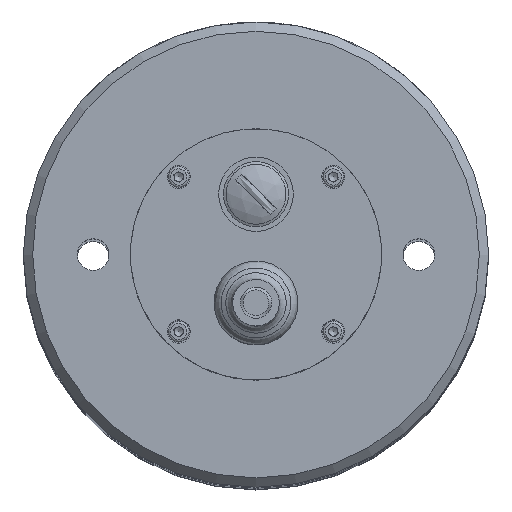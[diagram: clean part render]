
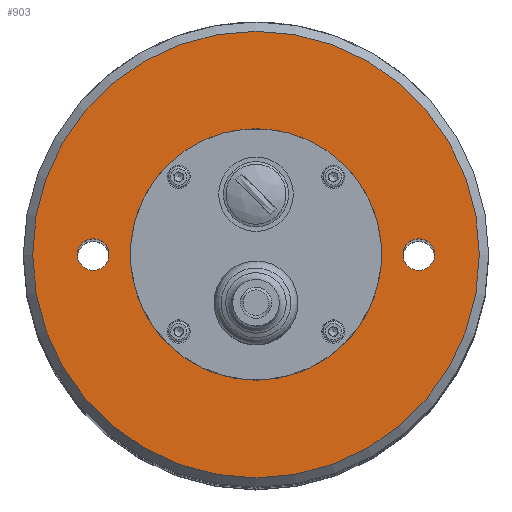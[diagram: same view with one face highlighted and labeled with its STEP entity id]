
A CAD part, top view. The second image highlights one B-rep face of the part: STEP entity #903.
In plain terms, the highlighted planar face has unit normal (0, 0, 1).
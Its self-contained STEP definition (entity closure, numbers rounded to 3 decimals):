
#28 = CIRCLE ( 'NONE', #1915, 3.4 ) ;
#70 = ORIENTED_EDGE ( 'NONE', *, *, #1130, .T. ) ;
#88 = CIRCLE ( 'NONE', #1694, 14.25 ) ;
#116 = AXIS2_PLACEMENT_3D ( 'NONE', #2021, #2023, #2024 ) ;
#232 = FACE_BOUND ( 'NONE', #2046, .T. ) ;
#276 = ORIENTED_EDGE ( 'NONE', *, *, #1106, .F. ) ;
#364 = ORIENTED_EDGE ( 'NONE', *, *, #1125, .T. ) ;
#372 = VERTEX_POINT ( 'NONE', #1643 ) ;
#511 = CIRCLE ( 'NONE', #1473, 1.15 ) ;
#564 = AXIS2_PLACEMENT_3D ( 'NONE', #1954, #1958, #1962 ) ;
#654 = EDGE_LOOP ( 'NONE', ( #2171 ) ) ;
#745 = ORIENTED_EDGE ( 'NONE', *, *, #1110, .F. ) ;
#758 = FACE_BOUND ( 'NONE', #1441, .T. ) ;
#903 = ADVANCED_FACE ( 'NONE', ( #232, #2476, #758, #2342, #1353 ), #1579, .T. ) ;
#985 = EDGE_LOOP ( 'NONE', ( #70 ) ) ;
#1082 = EDGE_CURVE ( 'NONE', #2035, #2035, #2489, .T. ) ;
#1106 = EDGE_CURVE ( 'NONE', #372, #372, #2563, .T. ) ;
#1110 = EDGE_CURVE ( 'NONE', #1916, #1916, #28, .T. ) ;
#1125 = EDGE_CURVE ( 'NONE', #1248, #1248, #511, .T. ) ;
#1130 = EDGE_CURVE ( 'NONE', #2310, #2310, #88, .T. ) ;
#1248 = VERTEX_POINT ( 'NONE', #1639 ) ;
#1353 = FACE_OUTER_BOUND ( 'NONE', #654, .T. ) ;
#1441 = EDGE_LOOP ( 'NONE', ( #364 ) ) ;
#1473 = AXIS2_PLACEMENT_3D ( 'NONE', #2057, #2059, #2168 ) ;
#1478 = CARTESIAN_POINT ( 'NONE',  ( 14.25, 0., -19. ) ) ;
#1526 = AXIS2_PLACEMENT_3D ( 'NONE', #2360, #1614, #1616 ) ;
#1579 = PLANE ( 'NONE',  #1526 ) ;
#1614 = DIRECTION ( 'NONE',  ( 0., 0., 1. ) ) ;
#1616 = DIRECTION ( 'NONE',  ( 1., 0., 0. ) ) ;
#1636 = CARTESIAN_POINT ( 'NONE',  ( 48., 0., -19. ) ) ;
#1639 = CARTESIAN_POINT ( 'NONE',  ( 1.15, 20., -19. ) ) ;
#1640 = CARTESIAN_POINT ( 'NONE',  ( -31.6, 0., -19. ) ) ;
#1643 = CARTESIAN_POINT ( 'NONE',  ( 38.4, 0., -19. ) ) ;
#1694 = AXIS2_PLACEMENT_3D ( 'NONE', #2061, #2065, #2070 ) ;
#1915 = AXIS2_PLACEMENT_3D ( 'NONE', #2029, #2032, #2036 ) ;
#1916 = VERTEX_POINT ( 'NONE', #1640 ) ;
#1954 = CARTESIAN_POINT ( 'NONE',  ( 0., 0., -19. ) ) ;
#1958 = DIRECTION ( 'NONE',  ( 0., 0., 1. ) ) ;
#1962 = DIRECTION ( 'NONE',  ( 1., 0., 0. ) ) ;
#2021 = CARTESIAN_POINT ( 'NONE',  ( 35., 0., -19. ) ) ;
#2023 = DIRECTION ( 'NONE',  ( 0., 0., 1. ) ) ;
#2024 = DIRECTION ( 'NONE',  ( 1., 0., 0. ) ) ;
#2029 = CARTESIAN_POINT ( 'NONE',  ( -35., 0., -19. ) ) ;
#2032 = DIRECTION ( 'NONE',  ( 0., 0., 1. ) ) ;
#2035 = VERTEX_POINT ( 'NONE', #1636 ) ;
#2036 = DIRECTION ( 'NONE',  ( 1., 0., 0. ) ) ;
#2046 = EDGE_LOOP ( 'NONE', ( #276 ) ) ;
#2057 = CARTESIAN_POINT ( 'NONE',  ( 0., 20., -19. ) ) ;
#2059 = DIRECTION ( 'NONE',  ( 0., 0., -1. ) ) ;
#2061 = CARTESIAN_POINT ( 'NONE',  ( 0., 0., -19. ) ) ;
#2065 = DIRECTION ( 'NONE',  ( 0., 0., -1. ) ) ;
#2070 = DIRECTION ( 'NONE',  ( 1., 0., 0. ) ) ;
#2075 = EDGE_LOOP ( 'NONE', ( #745 ) ) ;
#2168 = DIRECTION ( 'NONE',  ( 1., 0., 0. ) ) ;
#2171 = ORIENTED_EDGE ( 'NONE', *, *, #1082, .T. ) ;
#2310 = VERTEX_POINT ( 'NONE', #1478 ) ;
#2342 = FACE_BOUND ( 'NONE', #985, .T. ) ;
#2360 = CARTESIAN_POINT ( 'NONE',  ( 0., 0., -19. ) ) ;
#2476 = FACE_BOUND ( 'NONE', #2075, .T. ) ;
#2489 = CIRCLE ( 'NONE', #564, 48. ) ;
#2563 = CIRCLE ( 'NONE', #116, 3.4 ) ;
